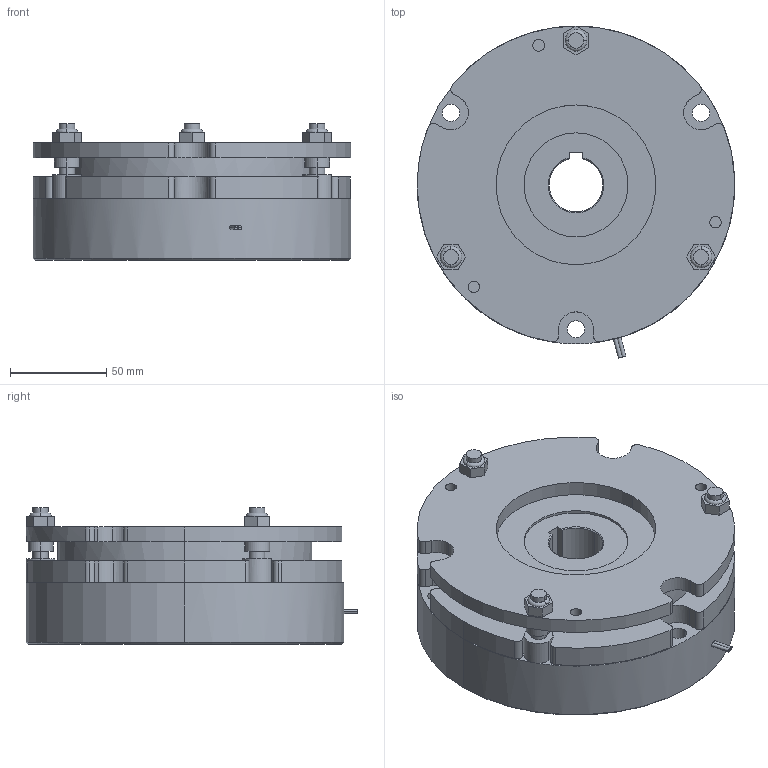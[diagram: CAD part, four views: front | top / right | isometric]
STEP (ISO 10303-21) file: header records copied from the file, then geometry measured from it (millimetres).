
FILE_DESCRIPTION (( 'STEP AP203' ), '1' );
FILE_NAME ('SNB 5G-N_23772500_乾式無励磁作動ブレーキ組立.STEP', '2016-03-29T04:44:15', ( ' ' ), ( '' ), 'SwSTEP 2.0', 'SolidWorks 2009', '' );
FILE_SCHEMA (( 'CONFIG_CONTROL_DESIGN' ));
Length unit declared in the file: millimetre
Products named in the file (1): SNB 5G-N_23772500_乾式無励磁作動ブレーキ組立
Bounding box: 165 x 172.37 x 71 mm (x, y, z)
Volume: 1038778.4 mm3; surface area: 147724.2 mm2
Topology: 3 solids, 3 shells, 219 faces, 560 edges, 360 vertices
Faces by surface type: cylinder 121, plane 76, torus 14, cone 8
Entity records: 6837 total; most frequent: DIRECTION 1290, CARTESIAN_POINT 1144, ORIENTED_EDGE 1104, EDGE_CURVE 552, AXIS2_PLACEMENT_3D 522, VERTEX_POINT 360, CIRCLE 302, EDGE_LOOP 272
